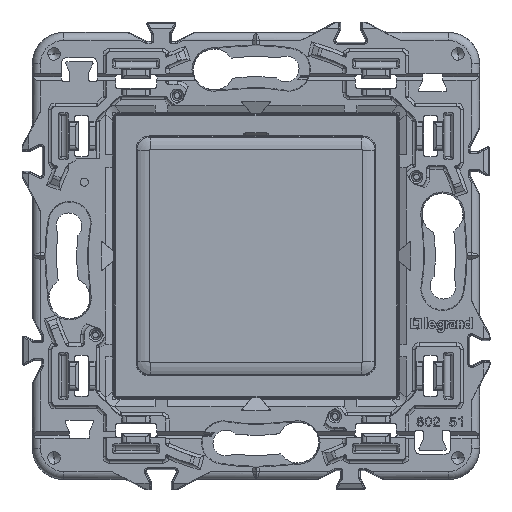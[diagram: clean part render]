
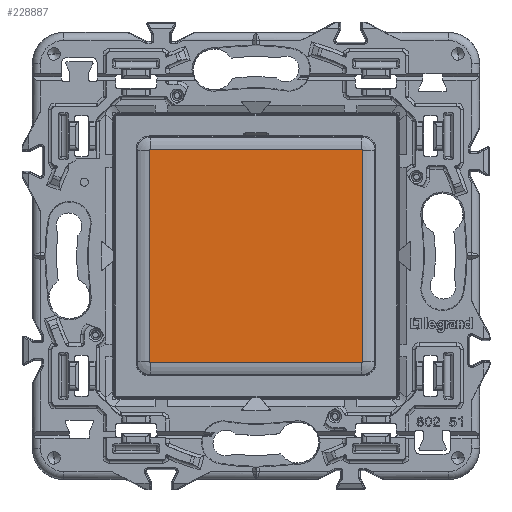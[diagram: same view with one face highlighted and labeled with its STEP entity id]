
A CAD part, top view. The second image highlights one B-rep face of the part: STEP entity #228887.
In plain terms, the highlighted planar face has unit normal (0, 0, 1).
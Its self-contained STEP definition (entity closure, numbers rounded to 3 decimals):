
#227974=AXIS2_PLACEMENT_3D('Circle Axis2P3D',#227972,#227973,$) ;
#228036=AXIS2_PLACEMENT_3D('Circle Axis2P3D',#228034,#228035,$) ;
#228849=AXIS2_PLACEMENT_3D('Plane Axis2P3D',#228846,#228847,#228848) ;
#228860=AXIS2_PLACEMENT_3D('Circle Axis2P3D',#228858,#228859,$) ;
#228874=AXIS2_PLACEMENT_3D('Circle Axis2P3D',#228872,#228873,$) ;
#227969=CARTESIAN_POINT('Vertex',(16.85,-16.75,3.)) ;
#227972=CARTESIAN_POINT('Axis2P3D Location',(16.75,-16.75,3.)) ;
#227976=CARTESIAN_POINT('Vertex',(16.75,-16.85,3.)) ;
#228005=CARTESIAN_POINT('Vertex',(16.85,16.75,3.)) ;
#228008=CARTESIAN_POINT('Line Origine',(16.85,0.,3.)) ;
#228029=CARTESIAN_POINT('Vertex',(16.75,16.85,3.)) ;
#228034=CARTESIAN_POINT('Axis2P3D Location',(16.75,16.75,3.)) ;
#228827=CARTESIAN_POINT('Line Origine',(0.,-16.85,3.)) ;
#228831=CARTESIAN_POINT('Vertex',(-16.75,-16.85,3.)) ;
#228846=CARTESIAN_POINT('Axis2P3D Location',(0.,0.,3.)) ;
#228851=CARTESIAN_POINT('Line Origine',(0.,16.85,3.)) ;
#228855=CARTESIAN_POINT('Vertex',(-16.75,16.85,3.)) ;
#228858=CARTESIAN_POINT('Axis2P3D Location',(-16.75,16.75,3.)) ;
#228862=CARTESIAN_POINT('Vertex',(-16.85,16.75,3.)) ;
#228865=CARTESIAN_POINT('Line Origine',(-16.85,0.,3.)) ;
#228869=CARTESIAN_POINT('Vertex',(-16.85,-16.75,3.)) ;
#228872=CARTESIAN_POINT('Axis2P3D Location',(-16.75,-16.75,3.)) ;
#227973=DIRECTION('Axis2P3D Direction',(0.,0.,1.)) ;
#228009=DIRECTION('Vector Direction',(0.,-1.,0.)) ;
#228035=DIRECTION('Axis2P3D Direction',(0.,0.,1.)) ;
#228828=DIRECTION('Vector Direction',(-1.,0.,0.)) ;
#228847=DIRECTION('Axis2P3D Direction',(0.,0.,1.)) ;
#228848=DIRECTION('Axis2P3D XDirection',(1.,0.,0.)) ;
#228852=DIRECTION('Vector Direction',(1.,0.,0.)) ;
#228859=DIRECTION('Axis2P3D Direction',(0.,0.,1.)) ;
#228866=DIRECTION('Vector Direction',(0.,-1.,0.)) ;
#228873=DIRECTION('Axis2P3D Direction',(0.,0.,1.)) ;
#228010=VECTOR('Line Direction',#228009,1.) ;
#228829=VECTOR('Line Direction',#228828,1.) ;
#228853=VECTOR('Line Direction',#228852,1.) ;
#228867=VECTOR('Line Direction',#228866,1.) ;
#228878=ORIENTED_EDGE('',*,*,#228857,.F.) ;
#228879=ORIENTED_EDGE('',*,*,#228864,.T.) ;
#228880=ORIENTED_EDGE('',*,*,#228871,.T.) ;
#228881=ORIENTED_EDGE('',*,*,#228876,.T.) ;
#228882=ORIENTED_EDGE('',*,*,#228833,.F.) ;
#228883=ORIENTED_EDGE('',*,*,#227978,.T.) ;
#228884=ORIENTED_EDGE('',*,*,#228012,.T.) ;
#228885=ORIENTED_EDGE('',*,*,#228038,.T.) ;
#228887=ADVANCED_FACE('Corps principal',(#228886),#228850,.T.) ;
#227975=CIRCLE('generated circle',#227974,0.1) ;
#228037=CIRCLE('generated circle',#228036,0.1) ;
#228861=CIRCLE('generated circle',#228860,0.1) ;
#228875=CIRCLE('generated circle',#228874,0.1) ;
#227978=EDGE_CURVE('',#227977,#227970,#227975,.T.) ;
#228012=EDGE_CURVE('',#227970,#228006,#228011,.F.) ;
#228038=EDGE_CURVE('',#228006,#228030,#228037,.T.) ;
#228833=EDGE_CURVE('',#227977,#228832,#228830,.T.) ;
#228857=EDGE_CURVE('',#228856,#228030,#228854,.T.) ;
#228864=EDGE_CURVE('',#228856,#228863,#228861,.T.) ;
#228871=EDGE_CURVE('',#228863,#228870,#228868,.T.) ;
#228876=EDGE_CURVE('',#228870,#228832,#228875,.T.) ;
#228877=EDGE_LOOP('',(#228878,#228879,#228880,#228881,#228882,#228883,#228884,#228885)) ;
#228886=FACE_OUTER_BOUND('',#228877,.T.) ;
#228011=LINE('Line',#228008,#228010) ;
#228830=LINE('Line',#228827,#228829) ;
#228854=LINE('Line',#228851,#228853) ;
#228868=LINE('Line',#228865,#228867) ;
#228850=PLANE('',#228849) ;
#227970=VERTEX_POINT('',#227969) ;
#227977=VERTEX_POINT('',#227976) ;
#228006=VERTEX_POINT('',#228005) ;
#228030=VERTEX_POINT('',#228029) ;
#228832=VERTEX_POINT('',#228831) ;
#228856=VERTEX_POINT('',#228855) ;
#228863=VERTEX_POINT('',#228862) ;
#228870=VERTEX_POINT('',#228869) ;
